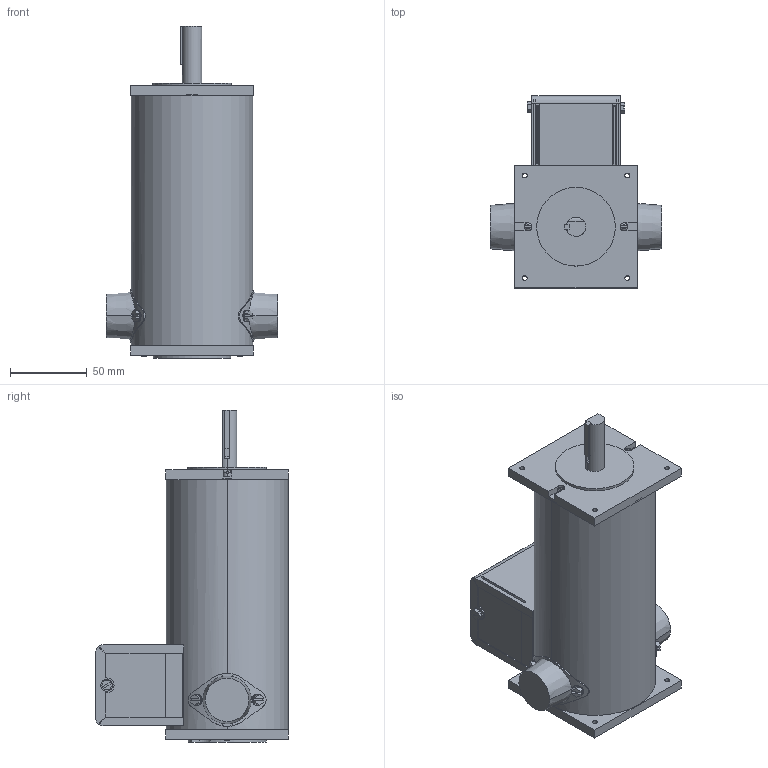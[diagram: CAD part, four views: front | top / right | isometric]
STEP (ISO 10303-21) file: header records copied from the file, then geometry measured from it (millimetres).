
FILE_DESCRIPTION (( 'STEP AP214' ), '1' );
FILE_NAME ('MTPM-P25-1JK40.STEP', '2018-06-13T21:07:02', ( '' ), ( '' ), 'SwSTEP 2.0', 'SolidWorks 2017', '' );
FILE_SCHEMA (( 'AUTOMOTIVE_DESIGN' ));
Length unit declared in the file: inch
Products named in the file (1): MTPM-P25-1JK40
Bounding box: 111.51 x 125.57 x 216.42 mm (x, y, z)
Volume: 224865.6 mm3; surface area: 176396 mm2
Topology: 28 solids, 28 shells, 409 faces, 1014 edges, 675 vertices
Faces by surface type: plane 271, cylinder 113, cone 14, torus 6, bspline 5
Entity records: 16650 total; most frequent: CARTESIAN_POINT 3261, ORIENTED_EDGE 2028, DIRECTION 1977, EDGE_CURVE 1014, LINE 695, VECTOR 695, VERTEX_POINT 675, AXIS2_PLACEMENT_3D 641
